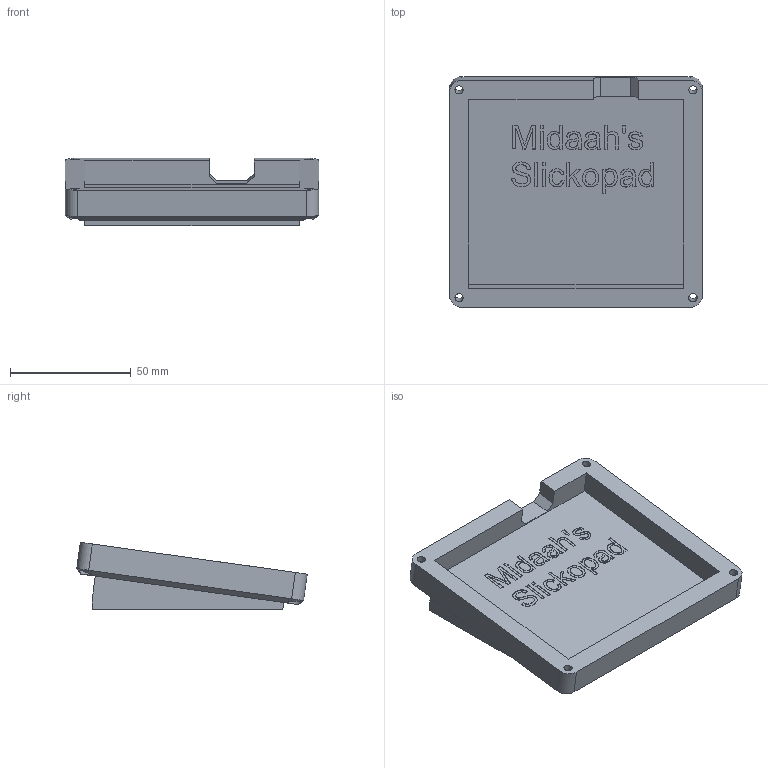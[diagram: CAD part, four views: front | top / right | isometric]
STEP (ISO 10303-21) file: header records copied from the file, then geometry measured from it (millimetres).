
FILE_DESCRIPTION(/* description */ (''),/* implementation_level */ '2;1');
FILE_NAME(/* name */ 'BOTTOM.step',/* time_stamp */ '2025-07-30T18:34:05+05:30',/* author */ (''),/* organization */ (''),/* preprocessor_version */ 'ST-DEVELOPER v20.1',/* originating_system */ 'Autodesk Translation Framework v14.10.0.0',/* authorisation */ '');
FILE_SCHEMA (('AUTOMOTIVE_DESIGN { 1 0 10303 214 3 1 1 }'));
Length unit declared in the file: millimetre
Products named in the file (2): 2025-07-25-22-23-11-591; 2025-07-25-22-25-01-523
Bounding box: 105 x 95.61 x 27.95 mm (x, y, z)
Volume: 116074.8 mm3; surface area: 31216.4 mm2
Topology: 1 solids, 1 shells, 432 faces, 1193 edges, 790 vertices
Faces by surface type: bspline 268, plane 147, cylinder 13, cone 4
Full cylindrical faces by diameter (mm): 3.4 x3, 3.5 x1, 6 x4
Entity records: 16369 total; most frequent: CARTESIAN_POINT 7122, ORIENTED_EDGE 2386, EDGE_CURVE 1193, DIRECTION 1013, VERTEX_POINT 790, LINE 623, VECTOR 623, B_SPLINE_CURVE_WITH_KNOTS 542
